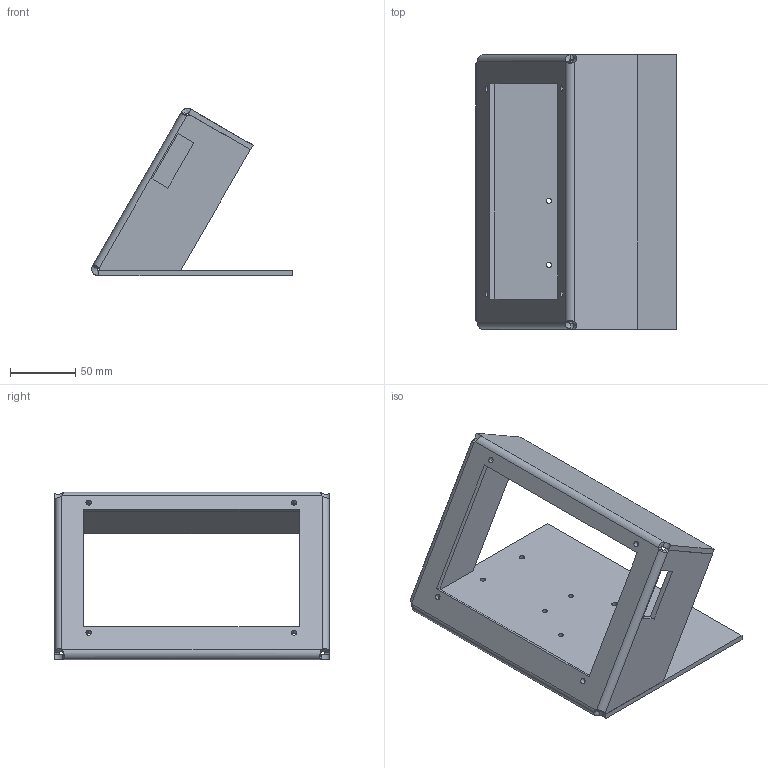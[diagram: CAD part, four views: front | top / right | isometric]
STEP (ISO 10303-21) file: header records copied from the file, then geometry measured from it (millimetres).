
FILE_DESCRIPTION( ( '' ), ' ' );
FILE_NAME( '5e491c5b3445d41606adc75a.step', '2020-02-16T10:41:32', ( '' ), ( '' ), ' ', ' ', ' ' );
FILE_SCHEMA( ( 'AUTOMOTIVE_DESIGN { 1 0 10303 214 1 1 1 1 }' ) );
Length unit declared in the file: metre
Products named in the file (1): Part 1
Bounding box: 153.27 x 210 x 128.07 mm (x, y, z)
Volume: 275799.6 mm3; surface area: 146511 mm2
Topology: 1 solids, 1 shells, 70 faces, 172 edges, 104 vertices
Faces by surface type: cylinder 32, plane 30, bspline 8
Full cylindrical faces by diameter (mm): 4 x8, 4.2 x4
Entity records: 2984 total; most frequent: CARTESIAN_POINT 807, ORIENTED_EDGE 320, DIRECTION 302, EDGE_CURVE 160, AXIS2_PLACEMENT_3D 111, EDGE_LOOP 110, VERTEX_POINT 104, FACE_OUTER_BOUND 82
